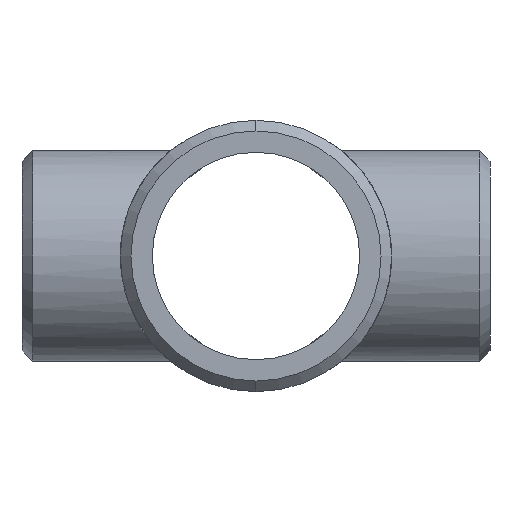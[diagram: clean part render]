
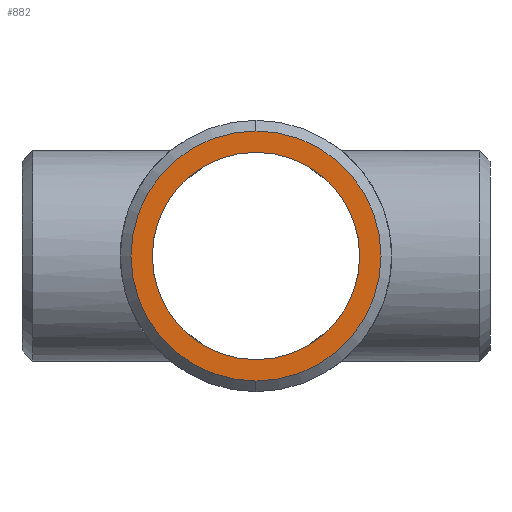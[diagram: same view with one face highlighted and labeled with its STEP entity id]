
A CAD part, left-side view. The second image highlights one B-rep face of the part: STEP entity #882.
In plain terms, the highlighted planar face has unit normal (-1, 0, 0).
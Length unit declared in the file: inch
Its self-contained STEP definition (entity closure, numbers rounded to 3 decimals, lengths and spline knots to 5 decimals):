
#35 = VERTEX_POINT ( 'NONE', #890 ) ;
#70 = CARTESIAN_POINT ( 'NONE',  ( -4.12, 0., 0. ) ) ;
#96 = DIRECTION ( 'NONE',  ( 1., 0., 0. ) ) ;
#161 = DIRECTION ( 'NONE',  ( 0., 0., 1. ) ) ;
#182 = DIRECTION ( 'NONE',  ( -1., 0., 0. ) ) ;
#272 = ORIENTED_EDGE ( 'NONE', *, *, #1180, .T. ) ;
#284 = EDGE_CURVE ( 'NONE', #1161, #524, #340, .T. ) ;
#340 = CIRCLE ( 'NONE', #519, 2.073 ) ;
#346 = EDGE_LOOP ( 'NONE', ( #557, #272 ) ) ;
#378 = CARTESIAN_POINT ( 'NONE',  ( -4.12, 0., 0. ) ) ;
#406 = AXIS2_PLACEMENT_3D ( 'NONE', #378, #701, #1085 ) ;
#444 = CIRCLE ( 'NONE', #786, 1.719 ) ;
#458 = DIRECTION ( 'NONE',  ( -1., 0., 0. ) ) ;
#472 = VERTEX_POINT ( 'NONE', #1159 ) ;
#486 = CARTESIAN_POINT ( 'NONE',  ( -4.12, 0., 0. ) ) ;
#519 = AXIS2_PLACEMENT_3D ( 'NONE', #1183, #182, #603 ) ;
#524 = VERTEX_POINT ( 'NONE', #1073 ) ;
#557 = ORIENTED_EDGE ( 'NONE', *, *, #284, .T. ) ;
#587 = DIRECTION ( 'NONE',  ( 0., 0., 1. ) ) ;
#603 = DIRECTION ( 'NONE',  ( 0., 0., 1. ) ) ;
#613 = AXIS2_PLACEMENT_3D ( 'NONE', #70, #96, #1285 ) ;
#627 = AXIS2_PLACEMENT_3D ( 'NONE', #1040, #458, #161 ) ;
#688 = FACE_OUTER_BOUND ( 'NONE', #346, .T. ) ;
#701 = DIRECTION ( 'NONE',  ( -1., 0., 0. ) ) ;
#786 = AXIS2_PLACEMENT_3D ( 'NONE', #486, #985, #587 ) ;
#849 = CIRCLE ( 'NONE', #627, 2.073 ) ;
#874 = EDGE_CURVE ( 'NONE', #472, #35, #1070, .T. ) ;
#882 = ADVANCED_FACE ( 'NONE', ( #688, #993 ), #1077, .T. ) ;
#890 = CARTESIAN_POINT ( 'NONE',  ( -4.12, 0., 1.719 ) ) ;
#930 = EDGE_CURVE ( 'NONE', #35, #472, #444, .T. ) ;
#985 = DIRECTION ( 'NONE',  ( 1., 0., 0. ) ) ;
#993 = FACE_BOUND ( 'NONE', #1272, .T. ) ;
#1023 = ORIENTED_EDGE ( 'NONE', *, *, #874, .T. ) ;
#1040 = CARTESIAN_POINT ( 'NONE',  ( -4.12, 0., 0. ) ) ;
#1045 = CARTESIAN_POINT ( 'NONE',  ( -4.12, 0., -2.073 ) ) ;
#1070 = CIRCLE ( 'NONE', #613, 1.719 ) ;
#1073 = CARTESIAN_POINT ( 'NONE',  ( -4.12, 0., 2.073 ) ) ;
#1077 = PLANE ( 'NONE',  #406 ) ;
#1085 = DIRECTION ( 'NONE',  ( 0., 0., -1. ) ) ;
#1159 = CARTESIAN_POINT ( 'NONE',  ( -4.12, 0., -1.719 ) ) ;
#1161 = VERTEX_POINT ( 'NONE', #1045 ) ;
#1180 = EDGE_CURVE ( 'NONE', #524, #1161, #849, .T. ) ;
#1183 = CARTESIAN_POINT ( 'NONE',  ( -4.12, 0., 0. ) ) ;
#1262 = ORIENTED_EDGE ( 'NONE', *, *, #930, .T. ) ;
#1272 = EDGE_LOOP ( 'NONE', ( #1262, #1023 ) ) ;
#1285 = DIRECTION ( 'NONE',  ( 0., 0., 1. ) ) ;
